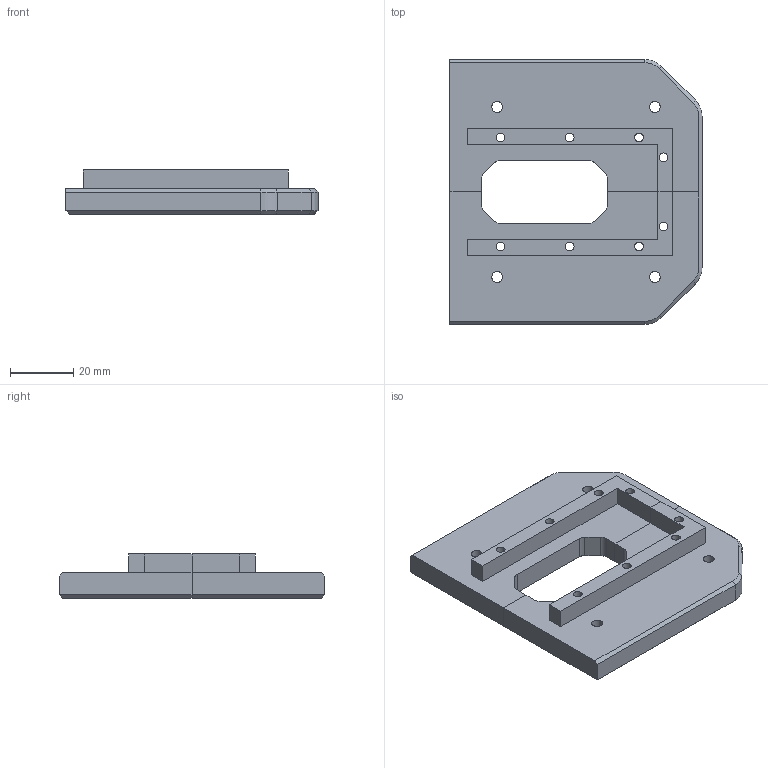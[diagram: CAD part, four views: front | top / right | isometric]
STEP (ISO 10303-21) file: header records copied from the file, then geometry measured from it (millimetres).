
FILE_DESCRIPTION(('FreeCAD Model'),'2;1');
FILE_NAME('Open CASCADE Shape Model','2023-09-21T10:04:07',('Author'),( ''),'Open CASCADE STEP processor 7.6','FreeCAD','Unknown');
FILE_SCHEMA(('AUTOMOTIVE_DESIGN { 1 0 10303 214 1 1 1 1 }'));
Length unit declared in the file: millimetre
Products named in the file (3): fork_servo_clamp_part; Body014; Clone007 (Mirror #5)
Assembly tree (2 placements, depth 2):
  fork_servo_clamp_part
    Body014
    Clone007 (Mirror #5)
Bounding box: 80 x 84 x 14 mm (x, y, z)
Volume: 47800.6 mm3; surface area: 18930.5 mm2
Topology: 2 solids, 2 shells, 128 faces, 298 edges, 186 vertices
Faces by surface type: plane 76, cylinder 36, cone 16
Full cylindrical faces by diameter (mm): 2.75 x8, 3.5 x4, 7 x12
Entity records: 3720 total; most frequent: DIRECTION 648, CARTESIAN_POINT 615, ORIENTED_EDGE 596, EDGE_CURVE 298, AXIS2_PLACEMENT_3D 219, LINE 210, VECTOR 210, VERTEX_POINT 186
